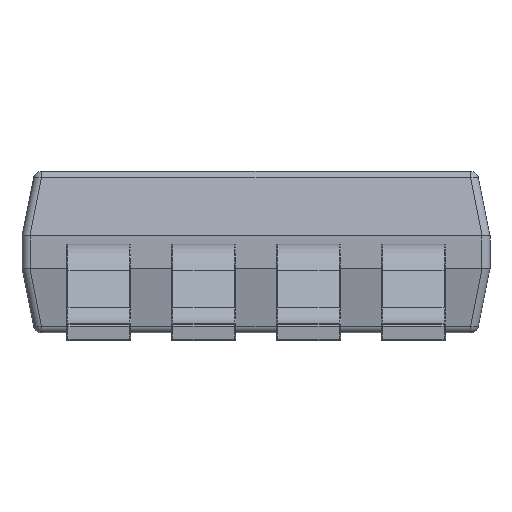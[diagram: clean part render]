
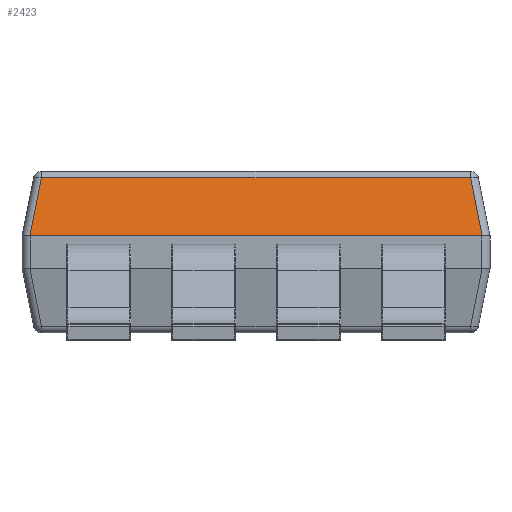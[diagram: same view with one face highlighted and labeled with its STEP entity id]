
A CAD part, front view. The second image highlights one B-rep face of the part: STEP entity #2423.
In plain terms, the highlighted planar face has unit normal (0, -0.981, 0.196).
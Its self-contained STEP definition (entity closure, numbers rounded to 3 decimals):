
#2102 = EDGE_CURVE('',#2103,#2105,#2107,.T.);
#2103 = VERTEX_POINT('',#2104);
#2104 = CARTESIAN_POINT('',(1.4,-0.8,
    0.649));
#2105 = VERTEX_POINT('',#2106);
#2106 = CARTESIAN_POINT('',(-1.4,-0.8,
    0.649));
#2107 = LINE('',#2108,#2109);
#2108 = CARTESIAN_POINT('',(-1.45,-0.8,
    0.649));
#2109 = VECTOR('',#2110,1.);
#2110 = DIRECTION('',(-1.,0.,0.));
#2423 = ADVANCED_FACE('',(#2424),#2467,.T.);
#2424 = FACE_BOUND('',#2425,.T.);
#2425 = EDGE_LOOP('',(#2426,#2436,#2443,#2444,#2453,#2461));
#2426 = ORIENTED_EDGE('',*,*,#2427,.T.);
#2427 = EDGE_CURVE('',#2428,#2430,#2432,.T.);
#2428 = VERTEX_POINT('',#2429);
#2429 = CARTESIAN_POINT('',(-1.329,-0.728,
    1.009));
#2430 = VERTEX_POINT('',#2431);
#2431 = CARTESIAN_POINT('',(-1.401,-0.8,0.649
    ));
#2432 = LINE('',#2433,#2434);
#2433 = CARTESIAN_POINT('',(-1.272,-0.671,
    1.294));
#2434 = VECTOR('',#2435,1.);
#2435 = DIRECTION('',(-0.192,-0.192,-0.962));
#2436 = ORIENTED_EDGE('',*,*,#2437,.T.);
#2437 = EDGE_CURVE('',#2430,#2105,#2438,.T.);
#2438 = ( BOUNDED_CURVE() B_SPLINE_CURVE(3,(#2439,#2440,#2441,#2442),
.UNSPECIFIED.,.F.,.F.) B_SPLINE_CURVE_WITH_KNOTS((4,4),(6.264,
6.283),.PIECEWISE_BEZIER_KNOTS.) CURVE() 
GEOMETRIC_REPRESENTATION_ITEM() RATIONAL_B_SPLINE_CURVE((1.,
1.,1.,1.)) REPRESENTATION_ITEM('') );
#2439 = CARTESIAN_POINT('',(-1.401,-0.8,0.649
    ));
#2440 = CARTESIAN_POINT('',(-1.401,-0.8,
    0.649));
#2441 = CARTESIAN_POINT('',(-1.4,-0.8,
    0.649));
#2442 = CARTESIAN_POINT('',(-1.4,-0.8,
    0.649));
#2443 = ORIENTED_EDGE('',*,*,#2102,.F.);
#2444 = ORIENTED_EDGE('',*,*,#2445,.T.);
#2445 = EDGE_CURVE('',#2103,#2446,#2448,.T.);
#2446 = VERTEX_POINT('',#2447);
#2447 = CARTESIAN_POINT('',(1.401,-0.8,0.649)
  );
#2448 = ( BOUNDED_CURVE() B_SPLINE_CURVE(3,(#2449,#2450,#2451,#2452),
.UNSPECIFIED.,.F.,.F.) B_SPLINE_CURVE_WITH_KNOTS((4,4),(
    0.,0.019),.PIECEWISE_BEZIER_KNOTS.) 
CURVE() GEOMETRIC_REPRESENTATION_ITEM() RATIONAL_B_SPLINE_CURVE((1.,
1.,1.,1.)) REPRESENTATION_ITEM('') );
#2449 = CARTESIAN_POINT('',(1.4,-0.8,
    0.649));
#2450 = CARTESIAN_POINT('',(1.4,-0.8,
    0.649));
#2451 = CARTESIAN_POINT('',(1.401,-0.8,
    0.649));
#2452 = CARTESIAN_POINT('',(1.401,-0.8,0.649)
  );
#2453 = ORIENTED_EDGE('',*,*,#2454,.T.);
#2454 = EDGE_CURVE('',#2446,#2455,#2457,.T.);
#2455 = VERTEX_POINT('',#2456);
#2456 = CARTESIAN_POINT('',(1.329,-0.728,
    1.009));
#2457 = LINE('',#2458,#2459);
#2458 = CARTESIAN_POINT('',(1.272,-0.671,
    1.294));
#2459 = VECTOR('',#2460,1.);
#2460 = DIRECTION('',(-0.192,0.192,0.962));
#2461 = ORIENTED_EDGE('',*,*,#2462,.T.);
#2462 = EDGE_CURVE('',#2455,#2428,#2463,.T.);
#2463 = LINE('',#2464,#2465);
#2464 = CARTESIAN_POINT('',(0.,-0.728,
    1.009));
#2465 = VECTOR('',#2466,1.);
#2466 = DIRECTION('',(-1.,0.,0.));
#2467 = PLANE('',#2468);
#2468 = AXIS2_PLACEMENT_3D('',#2469,#2470,#2471);
#2469 = CARTESIAN_POINT('',(0.,-0.72,
    1.049));
#2470 = DIRECTION('',(0.,-0.981,0.196)
  );
#2471 = DIRECTION('',(-1.,0.,0.));
